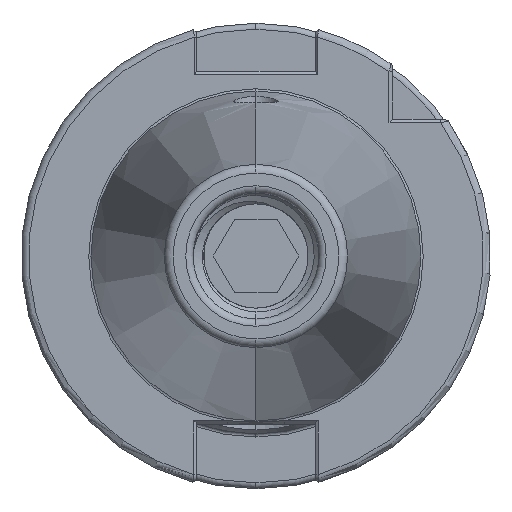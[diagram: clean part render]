
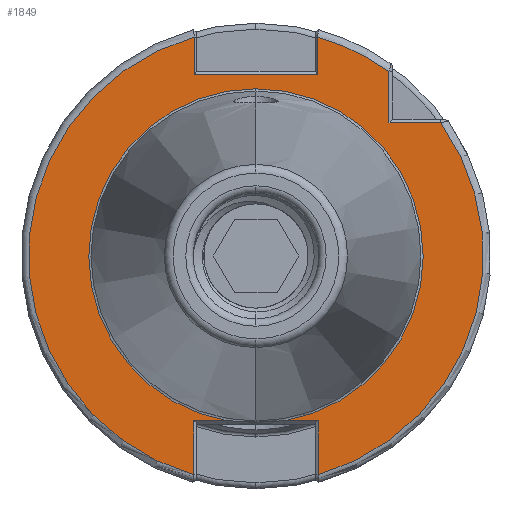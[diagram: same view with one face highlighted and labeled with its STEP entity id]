
A CAD part, left-side view. The second image highlights one B-rep face of the part: STEP entity #1849.
In plain terms, the highlighted planar face has unit normal (-1, 0, 0).
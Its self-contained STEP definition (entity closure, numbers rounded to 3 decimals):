
#881 = VERTEX_POINT ( 'NONE', #58204 ) ;
#891 = VERTEX_POINT ( 'NONE', #58202 ) ;
#892 = VERTEX_POINT ( 'NONE', #58190 ) ;
#893 = VERTEX_POINT ( 'NONE', #58168 ) ;
#896 = VERTEX_POINT ( 'NONE', #58174 ) ;
#902 = VERTEX_POINT ( 'NONE', #58158 ) ;
#910 = VERTEX_POINT ( 'NONE', #58172 ) ;
#932 = VERTEX_POINT ( 'NONE', #58235 ) ;
#935 = VERTEX_POINT ( 'NONE', #58223 ) ;
#938 = VERTEX_POINT ( 'NONE', #58242 ) ;
#965 = VERTEX_POINT ( 'NONE', #58213 ) ;
#1092 = VERTEX_POINT ( 'NONE', #58341 ) ;
#1849 = ADVANCED_FACE ( 'NONE', ( #9427 ), #16418, .F. ) ;
#7458 = EDGE_CURVE ( 'NONE', #59211, #59259, #9069, .T. ) ;
#8225 = EDGE_CURVE ( 'NONE', #935, #881, #39111, .T. ) ;
#8245 = EDGE_CURVE ( 'NONE', #932, #910, #39096, .T. ) ;
#8272 = EDGE_CURVE ( 'NONE', #896, #892, #39045, .T. ) ;
#8287 = EDGE_CURVE ( 'NONE', #59259, #896, #39186, .T. ) ;
#8291 = EDGE_CURVE ( 'NONE', #881, #965, #39187, .T. ) ;
#8309 = EDGE_CURVE ( 'NONE', #1092, #59211, #39164, .T. ) ;
#8310 = EDGE_CURVE ( 'NONE', #938, #891, #39128, .T. ) ;
#8314 = EDGE_CURVE ( 'NONE', #910, #893, #39167, .T. ) ;
#8315 = EDGE_CURVE ( 'NONE', #893, #902, #39124, .T. ) ;
#8319 = EDGE_CURVE ( 'NONE', #892, #932, #39168, .T. ) ;
#8320 = EDGE_CURVE ( 'NONE', #902, #935, #39151, .T. ) ;
#8324 = EDGE_CURVE ( 'NONE', #891, #1092, #39193, .T. ) ;
#8329 = EDGE_CURVE ( 'NONE', #965, #938, #39132, .T. ) ;
#9069 = CIRCLE ( 'NONE', #39189, 22.627 ) ;
#9427 = FACE_OUTER_BOUND ( 'NONE', #59640, .T. ) ;
#16418 = PLANE ( 'NONE',  #38726 ) ;
#16420 = CARTESIAN_POINT ( 'NONE',  ( 0., 22.692, 0. ) ) ;
#16421 = DIRECTION ( 'NONE',  ( 1., 0., 0. ) ) ;
#16443 = DIRECTION ( 'NONE',  ( 0., 0., -1. ) ) ;
#32230 = ORIENTED_EDGE ( 'NONE', *, *, #8272, .T. ) ;
#32231 = ORIENTED_EDGE ( 'NONE', *, *, #8329, .T. ) ;
#32233 = ORIENTED_EDGE ( 'NONE', *, *, #8245, .T. ) ;
#32238 = ORIENTED_EDGE ( 'NONE', *, *, #8225, .T. ) ;
#32245 = ORIENTED_EDGE ( 'NONE', *, *, #8310, .T. ) ;
#32246 = ORIENTED_EDGE ( 'NONE', *, *, #8309, .T. ) ;
#32248 = ORIENTED_EDGE ( 'NONE', *, *, #8291, .T. ) ;
#32253 = ORIENTED_EDGE ( 'NONE', *, *, #8315, .T. ) ;
#32255 = ORIENTED_EDGE ( 'NONE', *, *, #8287, .T. ) ;
#32256 = ORIENTED_EDGE ( 'NONE', *, *, #7458, .T. ) ;
#32273 = ORIENTED_EDGE ( 'NONE', *, *, #8324, .T. ) ;
#32279 = ORIENTED_EDGE ( 'NONE', *, *, #8314, .T. ) ;
#32289 = ORIENTED_EDGE ( 'NONE', *, *, #8320, .T. ) ;
#32340 = ORIENTED_EDGE ( 'NONE', *, *, #8319, .T. ) ;
#34508 = DIRECTION ( 'NONE',  ( 1., 0., 0. ) ) ;
#34536 = DIRECTION ( 'NONE',  ( 0., 0., -1. ) ) ;
#34570 = CARTESIAN_POINT ( 'NONE',  ( 0., 0., 0. ) ) ;
#36708 = CARTESIAN_POINT ( 'NONE',  ( 0., 8.05, 24.5 ) ) ;
#36733 = DIRECTION ( 'NONE',  ( 0., 1., 0. ) ) ;
#36800 = CARTESIAN_POINT ( 'NONE',  ( 0., -18.5, 18. ) ) ;
#36804 = DIRECTION ( 'NONE',  ( 0., 1., 0. ) ) ;
#38726 = AXIS2_PLACEMENT_3D ( 'NONE', #16420, #16421, #16443 ) ;
#39045 = LINE ( 'NONE', #40766, #39066 ) ;
#39066 = VECTOR ( 'NONE', #40768, 1000. ) ;
#39096 = LINE ( 'NONE', #36800, #39103 ) ;
#39103 = VECTOR ( 'NONE', #36804, 1000. ) ;
#39104 = VECTOR ( 'NONE', #36733, 1000. ) ;
#39111 = LINE ( 'NONE', #36708, #39104 ) ;
#39124 = CIRCLE ( 'NONE', #39353, 30.775 ) ;
#39128 = LINE ( 'NONE', #41425, #39156 ) ;
#39132 = CIRCLE ( 'NONE', #39339, 30.775 ) ;
#39145 = VECTOR ( 'NONE', #41400, 1000. ) ;
#39148 = VECTOR ( 'NONE', #41604, 1000. ) ;
#39151 = LINE ( 'NONE', #41691, #39180 ) ;
#39156 = VECTOR ( 'NONE', #41342, 1000. ) ;
#39164 = CIRCLE ( 'NONE', #39314, 22.627 ) ;
#39165 = VECTOR ( 'NONE', #41090, 1000. ) ;
#39167 = LINE ( 'NONE', #41390, #39145 ) ;
#39168 = CIRCLE ( 'NONE', #39355, 30.775 ) ;
#39169 = VECTOR ( 'NONE', #41086, 1000. ) ;
#39180 = VECTOR ( 'NONE', #41693, 1000. ) ;
#39186 = LINE ( 'NONE', #41021, #39169 ) ;
#39187 = LINE ( 'NONE', #40992, #39165 ) ;
#39189 = AXIS2_PLACEMENT_3D ( 'NONE', #34570, #34508, #34536 ) ;
#39193 = LINE ( 'NONE', #41659, #39148 ) ;
#39314 = AXIS2_PLACEMENT_3D ( 'NONE', #41358, #41398, #41441 ) ;
#39339 = AXIS2_PLACEMENT_3D ( 'NONE', #41799, #41759, #41761 ) ;
#39353 = AXIS2_PLACEMENT_3D ( 'NONE', #41473, #41493, #41487 ) ;
#39355 = AXIS2_PLACEMENT_3D ( 'NONE', #41615, #41617, #41619 ) ;
#40766 = CARTESIAN_POINT ( 'NONE',  ( 0., -8.451, 0. ) ) ;
#40768 = DIRECTION ( 'NONE',  ( 0., 0., -1. ) ) ;
#40992 = CARTESIAN_POINT ( 'NONE',  ( 0., 8.335, 29.704 ) ) ;
#41021 = CARTESIAN_POINT ( 'NONE',  ( 0., 22.692, -22.3 ) ) ;
#41086 = DIRECTION ( 'NONE',  ( 0., -1., 0. ) ) ;
#41090 = DIRECTION ( 'NONE',  ( 0., 0., 1. ) ) ;
#41342 = DIRECTION ( 'NONE',  ( 0., 0., 1. ) ) ;
#41358 = CARTESIAN_POINT ( 'NONE',  ( 0., 0., 0. ) ) ;
#41390 = CARTESIAN_POINT ( 'NONE',  ( 0., -18., 24.594 ) ) ;
#41398 = DIRECTION ( 'NONE',  ( 1., 0., 0. ) ) ;
#41400 = DIRECTION ( 'NONE',  ( 0., 0., 1. ) ) ;
#41425 = CARTESIAN_POINT ( 'NONE',  ( 0., 8.451, 0. ) ) ;
#41441 = DIRECTION ( 'NONE',  ( 0., 0., -1. ) ) ;
#41473 = CARTESIAN_POINT ( 'NONE',  ( 0., 0., 0. ) ) ;
#41487 = DIRECTION ( 'NONE',  ( 0., 0., -1. ) ) ;
#41493 = DIRECTION ( 'NONE',  ( -1., 0., 0. ) ) ;
#41604 = DIRECTION ( 'NONE',  ( 0., -1., 0. ) ) ;
#41615 = CARTESIAN_POINT ( 'NONE',  ( 0., 0., 0. ) ) ;
#41617 = DIRECTION ( 'NONE',  ( -1., 0., 0. ) ) ;
#41619 = DIRECTION ( 'NONE',  ( 0., 0., -1. ) ) ;
#41659 = CARTESIAN_POINT ( 'NONE',  ( 0., 22.692, -22.3 ) ) ;
#41691 = CARTESIAN_POINT ( 'NONE',  ( 0., -8.335, 25. ) ) ;
#41693 = DIRECTION ( 'NONE',  ( 0., 0., -1. ) ) ;
#41759 = DIRECTION ( 'NONE',  ( -1., 0., 0. ) ) ;
#41761 = DIRECTION ( 'NONE',  ( 0., 0., -1. ) ) ;
#41799 = CARTESIAN_POINT ( 'NONE',  ( 0., 0., 0. ) ) ;
#48404 = CARTESIAN_POINT ( 'NONE',  ( 0., 0., 22.627 ) ) ;
#57195 = CARTESIAN_POINT ( 'NONE',  ( 0., -3.833, -22.3 ) ) ;
#58158 = CARTESIAN_POINT ( 'NONE',  ( 0., -8.335, 29.625 ) ) ;
#58168 = CARTESIAN_POINT ( 'NONE',  ( 0., -18., 24.962 ) ) ;
#58172 = CARTESIAN_POINT ( 'NONE',  ( 0., -18., 18. ) ) ;
#58174 = CARTESIAN_POINT ( 'NONE',  ( 0., -8.451, -22.3 ) ) ;
#58190 = CARTESIAN_POINT ( 'NONE',  ( 0., -8.451, -29.592 ) ) ;
#58202 = CARTESIAN_POINT ( 'NONE',  ( 0., 8.451, -22.3 ) ) ;
#58204 = CARTESIAN_POINT ( 'NONE',  ( 0., 8.335, 24.5 ) ) ;
#58213 = CARTESIAN_POINT ( 'NONE',  ( 0., 8.335, 29.625 ) ) ;
#58223 = CARTESIAN_POINT ( 'NONE',  ( 0., -8.335, 24.5 ) ) ;
#58235 = CARTESIAN_POINT ( 'NONE',  ( 0., -24.962, 18. ) ) ;
#58242 = CARTESIAN_POINT ( 'NONE',  ( 0., 8.451, -29.592 ) ) ;
#58341 = CARTESIAN_POINT ( 'NONE',  ( 0., 3.833, -22.3 ) ) ;
#59211 = VERTEX_POINT ( 'NONE', #48404 ) ;
#59259 = VERTEX_POINT ( 'NONE', #57195 ) ;
#59640 = EDGE_LOOP ( 'NONE', ( #32340, #32233, #32279, #32253, #32289, #32238, #32248, #32231, #32245, #32273, #32246, #32256, #32255, #32230 ) ) ;
